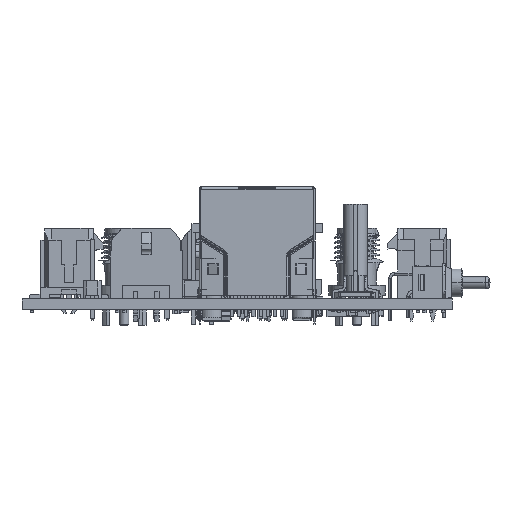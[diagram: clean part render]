
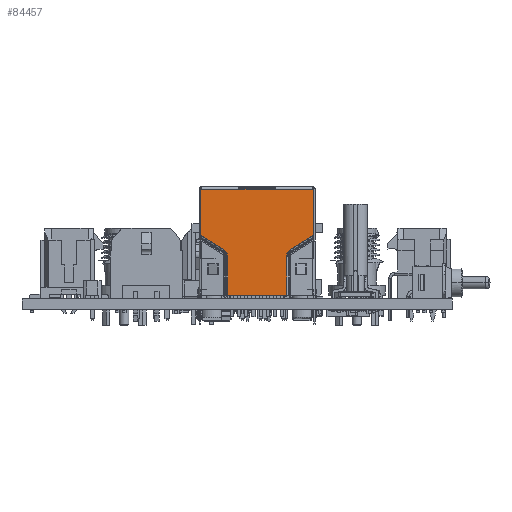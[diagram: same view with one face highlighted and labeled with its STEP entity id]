
A CAD part, left-side view. The second image highlights one B-rep face of the part: STEP entity #84457.
In plain terms, the highlighted planar face has unit normal (-1, 0, 0).
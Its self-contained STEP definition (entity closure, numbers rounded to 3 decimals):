
#1983 = DIRECTION ( 'NONE',  ( 0., 1., 0. ) ) ;
#4056 = CARTESIAN_POINT ( 'NONE',  ( 0.371, 35.435, 8.917 ) ) ;
#5109 = DIRECTION ( 'NONE',  ( -1., 0., 0. ) ) ;
#11237 = CARTESIAN_POINT ( 'NONE',  ( 0.371, 35.306, 15.441 ) ) ;
#12756 = DIRECTION ( 'NONE',  ( 0., 0., 1. ) ) ;
#16909 = EDGE_CURVE ( 'NONE', #249369, #162230, #348872, .T. ) ;
#21726 = AXIS2_PLACEMENT_3D ( 'NONE', #36366, #5109, #348476 ) ;
#21922 = DIRECTION ( 'NONE',  ( 0., 0., -1. ) ) ;
#25337 = CARTESIAN_POINT ( 'NONE',  ( 0.371, 19.484, 5.766 ) ) ;
#25545 = CARTESIAN_POINT ( 'NONE',  ( 0.371, 23.319, 0.481 ) ) ;
#26245 = ORIENTED_EDGE ( 'NONE', *, *, #139284, .T. ) ;
#27630 = ORIENTED_EDGE ( 'NONE', *, *, #263487, .T. ) ;
#35223 = EDGE_CURVE ( 'NONE', #46189, #372888, #120946, .T. ) ;
#36263 = VERTEX_POINT ( 'NONE', #251646 ) ;
#36366 = CARTESIAN_POINT ( 'NONE',  ( 0.371, 31.749, 5.766 ) ) ;
#37686 = VECTOR ( 'NONE', #51533, 1000. ) ;
#39215 = LINE ( 'NONE', #236639, #75066 ) ;
#39971 = DIRECTION ( 'NONE',  ( 0., -1., 0. ) ) ;
#45538 = ORIENTED_EDGE ( 'NONE', *, *, #90449, .T. ) ;
#46189 = VERTEX_POINT ( 'NONE', #294900 ) ;
#48216 = CARTESIAN_POINT ( 'NONE',  ( 0.371, 22.769, 6.924 ) ) ;
#51014 = CARTESIAN_POINT ( 'NONE',  ( 0.371, 24.92, 5.766 ) ) ;
#51276 = ORIENTED_EDGE ( 'NONE', *, *, #240743, .T. ) ;
#51533 = DIRECTION ( 'NONE',  ( 0., -0.855, 0.519 ) ) ;
#53593 = VECTOR ( 'NONE', #12756, 1000. ) ;
#57662 = LINE ( 'NONE', #342682, #37686 ) ;
#59313 = PLANE ( 'NONE',  #21726 ) ;
#60196 = DIRECTION ( 'NONE',  ( 0., 0., 1. ) ) ;
#60581 = CARTESIAN_POINT ( 'NONE',  ( 0.371, 30., 15.416 ) ) ;
#65713 = ORIENTED_EDGE ( 'NONE', *, *, #228846, .T. ) ;
#66413 = CARTESIAN_POINT ( 'NONE',  ( 0.371, 19.613, 15.441 ) ) ;
#72194 = CARTESIAN_POINT ( 'NONE',  ( 0.371, 30., 15.441 ) ) ;
#74056 = VECTOR ( 'NONE', #247817, 1000. ) ;
#75066 = VECTOR ( 'NONE', #165908, 1000. ) ;
#75161 = DIRECTION ( 'NONE',  ( 0., 0., 1. ) ) ;
#76057 = VECTOR ( 'NONE', #122870, 1000. ) ;
#76110 = LINE ( 'NONE', #267464, #267436 ) ;
#80283 = CARTESIAN_POINT ( 'NONE',  ( 0.371, 31.601, 0.481 ) ) ;
#81289 = ORIENTED_EDGE ( 'NONE', *, *, #129551, .T. ) ;
#84186 = ORIENTED_EDGE ( 'NONE', *, *, #35223, .T. ) ;
#84457 = ADVANCED_FACE ( 'NONE', ( #344342 ), #59313, .T. ) ;
#84788 = ORIENTED_EDGE ( 'NONE', *, *, #336689, .T. ) ;
#89082 = VERTEX_POINT ( 'NONE', #359034 ) ;
#90449 = EDGE_CURVE ( 'NONE', #320778, #164989, #157882, .T. ) ;
#93894 = CARTESIAN_POINT ( 'NONE',  ( 0.371, 32.743, 5.947 ) ) ;
#102612 = CIRCLE ( 'NONE', #248713, 1.142 ) ;
#103823 = VECTOR ( 'NONE', #168384, 1000. ) ;
#106859 = CARTESIAN_POINT ( 'NONE',  ( 0.371, 23.319, 5.766 ) ) ;
#107209 = VERTEX_POINT ( 'NONE', #200250 ) ;
#108081 = LINE ( 'NONE', #230916, #103823 ) ;
#115455 = CARTESIAN_POINT ( 'NONE',  ( 0.371, 35.306, 5.766 ) ) ;
#117373 = VECTOR ( 'NONE', #306921, 1000. ) ;
#118618 = VERTEX_POINT ( 'NONE', #125837 ) ;
#120946 = LINE ( 'NONE', #25337, #74056 ) ;
#122870 = DIRECTION ( 'NONE',  ( 0., 0., -1. ) ) ;
#125040 = VECTOR ( 'NONE', #1983, 1000. ) ;
#125837 = CARTESIAN_POINT ( 'NONE',  ( 0.371, 24.92, 15.416 ) ) ;
#127838 = EDGE_CURVE ( 'NONE', #89082, #180412, #366042, .T. ) ;
#129551 = EDGE_CURVE ( 'NONE', #107209, #89082, #102612, .T. ) ;
#129889 = VECTOR ( 'NONE', #398010, 1000. ) ;
#131419 = VECTOR ( 'NONE', #21922, 1000. ) ;
#139258 = CARTESIAN_POINT ( 'NONE',  ( 0.371, 31.601, 5.766 ) ) ;
#139284 = EDGE_CURVE ( 'NONE', #351433, #107209, #255950, .T. ) ;
#144477 = VERTEX_POINT ( 'NONE', #72194 ) ;
#152457 = ORIENTED_EDGE ( 'NONE', *, *, #16909, .T. ) ;
#153741 = LINE ( 'NONE', #376468, #243660 ) ;
#157882 = LINE ( 'NONE', #220385, #125040 ) ;
#158959 = VERTEX_POINT ( 'NONE', #66413 ) ;
#162230 = VERTEX_POINT ( 'NONE', #48216 ) ;
#164989 = VERTEX_POINT ( 'NONE', #374954 ) ;
#165908 = DIRECTION ( 'NONE',  ( 0., -1., 0. ) ) ;
#168384 = DIRECTION ( 'NONE',  ( 0., 1., 0. ) ) ;
#172490 = ORIENTED_EDGE ( 'NONE', *, *, #376022, .T. ) ;
#177469 = VECTOR ( 'NONE', #289278, 1000. ) ;
#180412 = VERTEX_POINT ( 'NONE', #80283 ) ;
#195754 = LINE ( 'NONE', #299953, #240688 ) ;
#197491 = CARTESIAN_POINT ( 'NONE',  ( 0.371, 35.306, 15.439 ) ) ;
#200250 = CARTESIAN_POINT ( 'NONE',  ( 0.371, 32.15, 6.924 ) ) ;
#207152 = CARTESIAN_POINT ( 'NONE',  ( 0.371, 19.484, 15.439 ) ) ;
#214365 = CARTESIAN_POINT ( 'NONE',  ( 0.371, 31.749, 15.439 ) ) ;
#220385 = CARTESIAN_POINT ( 'NONE',  ( 0.371, 31.749, 15.439 ) ) ;
#222338 = ORIENTED_EDGE ( 'NONE', *, *, #395004, .T. ) ;
#223233 = EDGE_CURVE ( 'NONE', #372888, #347493, #345420, .T. ) ;
#226930 = DIRECTION ( 'NONE',  ( 0., 0., 1. ) ) ;
#228846 = EDGE_CURVE ( 'NONE', #311938, #320778, #271530, .T. ) ;
#229451 = ORIENTED_EDGE ( 'NONE', *, *, #284831, .F. ) ;
#230916 = CARTESIAN_POINT ( 'NONE',  ( 0.371, 31.749, 15.416 ) ) ;
#236639 = CARTESIAN_POINT ( 'NONE',  ( 0.371, 31.749, 15.441 ) ) ;
#239117 = ORIENTED_EDGE ( 'NONE', *, *, #348387, .T. ) ;
#239375 = CARTESIAN_POINT ( 'NONE',  ( 0.371, 19.613, 5.766 ) ) ;
#240688 = VECTOR ( 'NONE', #39971, 1000. ) ;
#240743 = EDGE_CURVE ( 'NONE', #36263, #118618, #340107, .T. ) ;
#243660 = VECTOR ( 'NONE', #60196, 1000. ) ;
#247817 = DIRECTION ( 'NONE',  ( 0., 0., 1. ) ) ;
#248713 = AXIS2_PLACEMENT_3D ( 'NONE', #93894, #254063, #226930 ) ;
#249369 = VERTEX_POINT ( 'NONE', #379374 ) ;
#249424 = VECTOR ( 'NONE', #295541, 1000. ) ;
#251646 = CARTESIAN_POINT ( 'NONE',  ( 0.371, 24.92, 15.441 ) ) ;
#254063 = DIRECTION ( 'NONE',  ( 1., 0., 0. ) ) ;
#255950 = LINE ( 'NONE', #258016, #177469 ) ;
#258016 = CARTESIAN_POINT ( 'NONE',  ( 0.371, 31.344, 6.435 ) ) ;
#263487 = EDGE_CURVE ( 'NONE', #347493, #158959, #337094, .T. ) ;
#267436 = VECTOR ( 'NONE', #394299, 1000. ) ;
#267464 = CARTESIAN_POINT ( 'NONE',  ( 0.371, 31.749, 0.481 ) ) ;
#269466 = EDGE_CURVE ( 'NONE', #36263, #158959, #39215, .T. ) ;
#271530 = LINE ( 'NONE', #115455, #117373 ) ;
#283753 = EDGE_CURVE ( 'NONE', #180412, #307929, #76110, .T. ) ;
#284831 = EDGE_CURVE ( 'NONE', #311938, #144477, #195754, .T. ) ;
#289278 = DIRECTION ( 'NONE',  ( 0., -0.855, -0.519 ) ) ;
#294900 = CARTESIAN_POINT ( 'NONE',  ( 0.371, 19.484, 8.917 ) ) ;
#295541 = DIRECTION ( 'NONE',  ( 0., 0., -1. ) ) ;
#299917 = CARTESIAN_POINT ( 'NONE',  ( 0.371, 22.176, 5.947 ) ) ;
#299953 = CARTESIAN_POINT ( 'NONE',  ( 0.371, 31.749, 15.441 ) ) ;
#302638 = VERTEX_POINT ( 'NONE', #60581 ) ;
#306921 = DIRECTION ( 'NONE',  ( 0., 0., -1. ) ) ;
#307929 = VERTEX_POINT ( 'NONE', #25545 ) ;
#311938 = VERTEX_POINT ( 'NONE', #11237 ) ;
#311987 = ORIENTED_EDGE ( 'NONE', *, *, #223233, .T. ) ;
#317674 = VECTOR ( 'NONE', #405708, 1000. ) ;
#320778 = VERTEX_POINT ( 'NONE', #197491 ) ;
#336123 = ORIENTED_EDGE ( 'NONE', *, *, #127838, .T. ) ;
#336689 = EDGE_CURVE ( 'NONE', #162230, #46189, #57662, .T. ) ;
#337094 = LINE ( 'NONE', #239375, #53593 ) ;
#340107 = LINE ( 'NONE', #51014, #131419 ) ;
#341754 = CARTESIAN_POINT ( 'NONE',  ( 0.371, 19.613, 15.439 ) ) ;
#342682 = CARTESIAN_POINT ( 'NONE',  ( 0.371, 29.847, 2.63 ) ) ;
#344342 = FACE_OUTER_BOUND ( 'NONE', #350159, .T. ) ;
#345420 = LINE ( 'NONE', #214365, #317674 ) ;
#346056 = ORIENTED_EDGE ( 'NONE', *, *, #283753, .T. ) ;
#347493 = VERTEX_POINT ( 'NONE', #341754 ) ;
#348387 = EDGE_CURVE ( 'NONE', #164989, #351433, #362303, .T. ) ;
#348476 = DIRECTION ( 'NONE',  ( 0., 1., 0. ) ) ;
#348872 = CIRCLE ( 'NONE', #355430, 1.142 ) ;
#350159 = EDGE_LOOP ( 'NONE', ( #239117, #26245, #81289, #336123, #346056, #364888, #152457, #84788, #84186, #311987, #27630, #385658, #51276, #172490, #222338, #229451, #65713, #45538 ) ) ;
#351433 = VERTEX_POINT ( 'NONE', #4056 ) ;
#355430 = AXIS2_PLACEMENT_3D ( 'NONE', #299917, #395401, #75161 ) ;
#359034 = CARTESIAN_POINT ( 'NONE',  ( 0.371, 31.601, 5.947 ) ) ;
#359483 = EDGE_CURVE ( 'NONE', #307929, #249369, #393920, .T. ) ;
#362303 = LINE ( 'NONE', #368468, #76057 ) ;
#364888 = ORIENTED_EDGE ( 'NONE', *, *, #359483, .T. ) ;
#366042 = LINE ( 'NONE', #139258, #249424 ) ;
#368468 = CARTESIAN_POINT ( 'NONE',  ( 0.371, 35.435, 5.766 ) ) ;
#372888 = VERTEX_POINT ( 'NONE', #207152 ) ;
#374954 = CARTESIAN_POINT ( 'NONE',  ( 0.371, 35.435, 15.439 ) ) ;
#376022 = EDGE_CURVE ( 'NONE', #118618, #302638, #108081, .T. ) ;
#376468 = CARTESIAN_POINT ( 'NONE',  ( 0.371, 30., 5.766 ) ) ;
#379374 = CARTESIAN_POINT ( 'NONE',  ( 0.371, 23.319, 5.947 ) ) ;
#385658 = ORIENTED_EDGE ( 'NONE', *, *, #269466, .F. ) ;
#393920 = LINE ( 'NONE', #106859, #129889 ) ;
#394299 = DIRECTION ( 'NONE',  ( 0., -1., 0. ) ) ;
#395004 = EDGE_CURVE ( 'NONE', #302638, #144477, #153741, .T. ) ;
#395401 = DIRECTION ( 'NONE',  ( 1., 0., 0. ) ) ;
#398010 = DIRECTION ( 'NONE',  ( 0., 0., 1. ) ) ;
#405708 = DIRECTION ( 'NONE',  ( 0., 1., 0. ) ) ;
